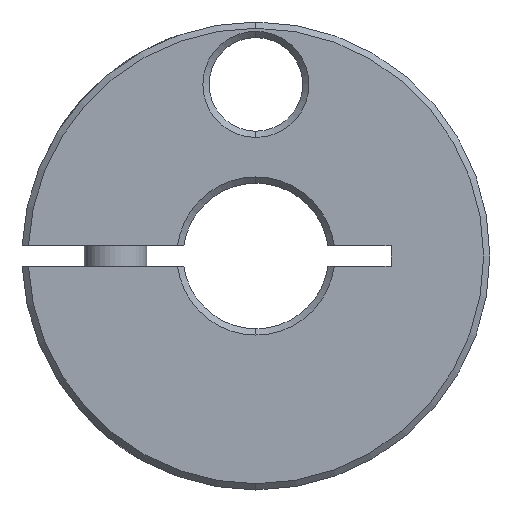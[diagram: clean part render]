
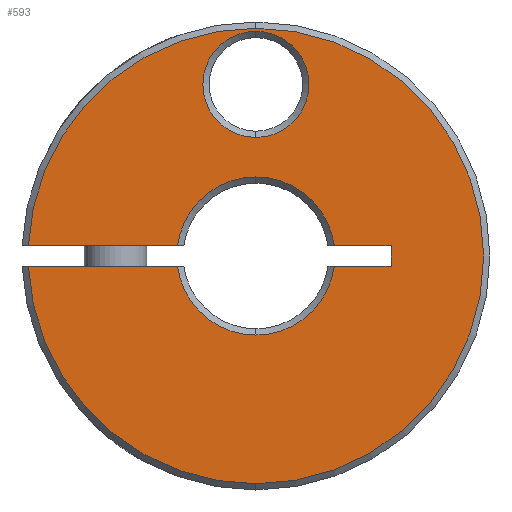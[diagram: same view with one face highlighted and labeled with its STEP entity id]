
A CAD part, front view. The second image highlights one B-rep face of the part: STEP entity #593.
In plain terms, the highlighted planar face has unit normal (0, -1, 0).
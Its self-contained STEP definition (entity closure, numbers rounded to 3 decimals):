
#419=VERTEX_POINT('',#1109);
#439=VERTEX_POINT('',#1130);
#481=EDGE_CURVE('',#871,#589,#1178,.T.);
#529=EDGE_CURVE('',#553,#803,#1232,.T.);
#553=VERTEX_POINT('',#1260);
#589=VERTEX_POINT('',#1301);
#593=ADVANCED_FACE('',(#1305,#1306),#1307,.T.);
#619=EDGE_CURVE('',#439,#1013,#1337,.T.);
#627=EDGE_CURVE('',#803,#419,#1346,.T.);
#665=VERTEX_POINT('',#1387);
#723=EDGE_CURVE('',#797,#665,#1449,.T.);
#731=VERTEX_POINT('',#1457);
#765=VERTEX_POINT('',#1497);
#785=EDGE_CURVE('',#927,#839,#1518,.T.);
#797=VERTEX_POINT('',#1531);
#803=VERTEX_POINT('',#1537);
#819=EDGE_CURVE('',#665,#1013,#1553,.T.);
#833=EDGE_CURVE('',#553,#927,#1569,.T.);
#839=VERTEX_POINT('',#1575);
#857=EDGE_CURVE('',#419,#731,#1596,.T.);
#865=EDGE_CURVE('',#589,#871,#1605,.T.);
#871=VERTEX_POINT('',#1612);
#875=EDGE_CURVE('',#731,#439,#1616,.T.);
#927=VERTEX_POINT('',#1673);
#935=EDGE_CURVE('',#797,#765,#1682,.T.);
#955=EDGE_CURVE('',#1021,#839,#1708,.T.);
#1011=EDGE_CURVE('',#765,#1021,#1770,.T.);
#1013=VERTEX_POINT('',#1772);
#1021=VERTEX_POINT('',#1781);
#1109=CARTESIAN_POINT('',(0.,-13.,-21.9));
#1130=CARTESIAN_POINT('',(-21.877,-13.0,1.0));
#1178=CIRCLE('',#2018,5.1);
#1232=LINE('',#2152,#2153);
#1260=CARTESIAN_POINT('',(-7.534,-13.0,-1.0));
#1301=CARTESIAN_POINT('',(0.,-13.,11.4));
#1305=FACE_BOUND('',#2299,.T.);
#1306=FACE_OUTER_BOUND('',#2300,.T.);
#1307=PLANE('',#2301);
#1337=LINE('',#2347,#2348);
#1346=CIRCLE('',#2362,21.9);
#1387=CARTESIAN_POINT('',(0.,-13.,7.6));
#1449=CIRCLE('',#2556,7.6);
#1457=CARTESIAN_POINT('',(0.,-13.,21.9));
#1497=CARTESIAN_POINT('',(13.0,-13.0,1.0));
#1518=CIRCLE('',#2644,7.6);
#1531=CARTESIAN_POINT('',(7.534,-13.0,1.0));
#1537=CARTESIAN_POINT('',(-21.877,-13.0,-1.0));
#1553=CIRCLE('',#2713,7.6);
#1569=CIRCLE('',#2733,7.6);
#1575=CARTESIAN_POINT('',(7.534,-13.0,-1.0));
#1596=CIRCLE('',#2773,21.9);
#1605=CIRCLE('',#2784,5.1);
#1612=CARTESIAN_POINT('',(0.,-13.,21.6));
#1616=CIRCLE('',#2806,21.9);
#1673=CARTESIAN_POINT('',(0.,-13.,-7.6));
#1682=LINE('',#2912,#2913);
#1708=LINE('',#2942,#2943);
#1770=LINE('',#3025,#3026);
#1772=CARTESIAN_POINT('',(-7.534,-13.0,1.0));
#1781=CARTESIAN_POINT('',(13.0,-13.0,-1.0));
#2018=AXIS2_PLACEMENT_3D('',#3204,#3205,#3206);
#2152=CARTESIAN_POINT('',(6.5,-13.,-1.0));
#2153=VECTOR('',#3269,1.0);
#2299=EDGE_LOOP('',(#3350,#3351));
#2300=EDGE_LOOP('',(#3352,#3353,#3354,#3355,#3356,#3357,#3358,#3359,#3360,#3361,#3362,#3363));
#2301=AXIS2_PLACEMENT_3D('',#3364,#3365,#3366);
#2347=CARTESIAN_POINT('',(-11.25,-13.,1.0));
#2348=VECTOR('',#3405,1.0);
#2362=AXIS2_PLACEMENT_3D('',#3416,#3417,#3418);
#2556=AXIS2_PLACEMENT_3D('',#3530,#3531,#3532);
#2644=AXIS2_PLACEMENT_3D('',#3599,#3600,#3601);
#2713=AXIS2_PLACEMENT_3D('',#3621,#3622,#3623);
#2733=AXIS2_PLACEMENT_3D('',#3645,#3646,#3647);
#2773=AXIS2_PLACEMENT_3D('',#3679,#3680,#3681);
#2784=AXIS2_PLACEMENT_3D('',#3693,#3694,#3695);
#2806=AXIS2_PLACEMENT_3D('',#3705,#3706,#3707);
#2912=CARTESIAN_POINT('',(-11.25,-13.,1.0));
#2913=VECTOR('',#3790,1.0);
#2942=CARTESIAN_POINT('',(6.5,-13.,-1.0));
#2943=VECTOR('',#3839,1.0);
#3025=CARTESIAN_POINT('',(13.0,-13.,7.875));
#3026=VECTOR('',#3913,1.0);
#3204=CARTESIAN_POINT('',(0.,-13.,16.5));
#3205=DIRECTION('',(0.,1.0,0.));
#3206=DIRECTION('',(0.,0.,1.0));
#3269=DIRECTION('',(-1.0,0.,0.));
#3350=ORIENTED_EDGE('',*,*,#481,.T.);
#3351=ORIENTED_EDGE('',*,*,#865,.T.);
#3352=ORIENTED_EDGE('',*,*,#935,.T.);
#3353=ORIENTED_EDGE('',*,*,#1011,.T.);
#3354=ORIENTED_EDGE('',*,*,#955,.T.);
#3355=ORIENTED_EDGE('',*,*,#785,.F.);
#3356=ORIENTED_EDGE('',*,*,#833,.F.);
#3357=ORIENTED_EDGE('',*,*,#529,.T.);
#3358=ORIENTED_EDGE('',*,*,#627,.T.);
#3359=ORIENTED_EDGE('',*,*,#857,.T.);
#3360=ORIENTED_EDGE('',*,*,#875,.T.);
#3361=ORIENTED_EDGE('',*,*,#619,.T.);
#3362=ORIENTED_EDGE('',*,*,#819,.F.);
#3363=ORIENTED_EDGE('',*,*,#723,.F.);
#3364=CARTESIAN_POINT('',(0.,-13.,14.75));
#3365=DIRECTION('',(0.,-1.0,0.));
#3366=DIRECTION('',(0.,0.,1.0));
#3405=DIRECTION('',(1.0,0.,0.));
#3416=CARTESIAN_POINT('',(0.,-13.,0.));
#3417=DIRECTION('',(0.,-1.0,0.));
#3418=DIRECTION('',(0.,0.,1.0));
#3530=CARTESIAN_POINT('',(0.,-13.,0.));
#3531=DIRECTION('',(0.,-1.0,0.));
#3532=DIRECTION('',(0.,0.,1.0));
#3599=CARTESIAN_POINT('',(0.,-13.,0.));
#3600=DIRECTION('',(0.,-1.0,0.));
#3601=DIRECTION('',(0.,0.,1.0));
#3621=CARTESIAN_POINT('',(0.,-13.,0.));
#3622=DIRECTION('',(0.,-1.0,0.));
#3623=DIRECTION('',(0.,0.,1.0));
#3645=CARTESIAN_POINT('',(0.,-13.,0.));
#3646=DIRECTION('',(0.,-1.0,0.));
#3647=DIRECTION('',(0.,0.,1.0));
#3679=CARTESIAN_POINT('',(0.,-13.,0.));
#3680=DIRECTION('',(0.,-1.0,0.));
#3681=DIRECTION('',(0.,0.,1.0));
#3693=CARTESIAN_POINT('',(0.,-13.,16.5));
#3694=DIRECTION('',(0.,1.0,0.));
#3695=DIRECTION('',(0.,0.,1.0));
#3705=CARTESIAN_POINT('',(0.,-13.,0.));
#3706=DIRECTION('',(0.,-1.0,0.));
#3707=DIRECTION('',(0.,0.,1.0));
#3790=DIRECTION('',(1.0,0.,0.));
#3839=DIRECTION('',(-1.0,0.,0.));
#3913=DIRECTION('',(0.,0.,-1.0));
